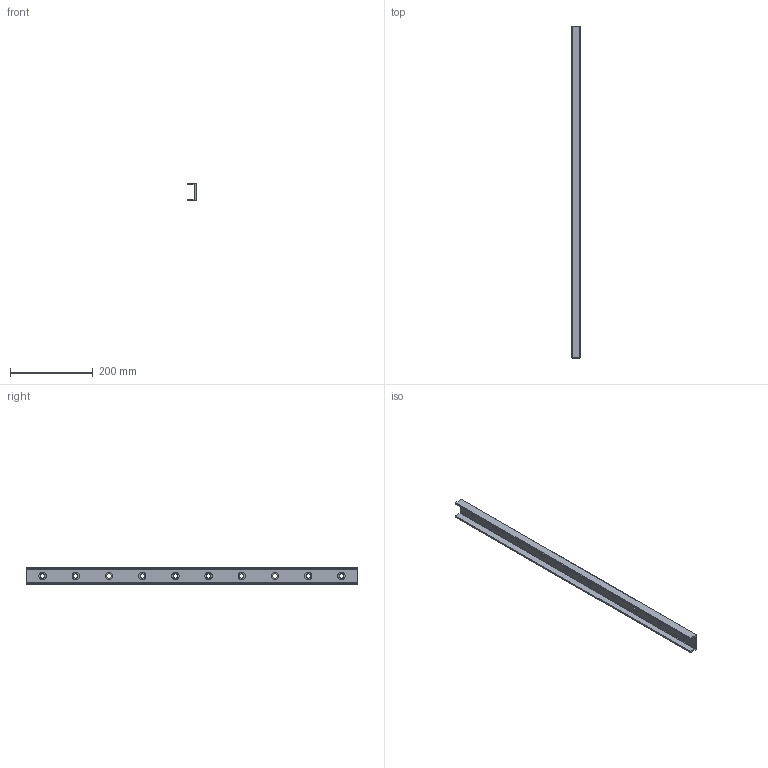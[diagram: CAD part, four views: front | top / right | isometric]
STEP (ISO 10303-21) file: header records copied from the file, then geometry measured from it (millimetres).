
FILE_DESCRIPTION( ( 'Unknown' ), '1' );
FILE_NAME( 'LCU43-0800C.stp', 'Unknown', ( 'Unknown' ), ( 'Unknown' ), 'PSStep 17.0.49', 'Unknown', ' ' );
FILE_SCHEMA( ( 'AUTOMOTIVE_DESIGN { 1 0 10303 214 1 1 1 1 }' ) );
Length unit declared in the file: millimetre
Products named in the file (1): 1
Bounding box: 21 x 800 x 43 mm (x, y, z)
Volume: 253799.7 mm3; surface area: 127890.6 mm2
Topology: 1 solids, 1 shells, 46 faces, 112 edges, 78 vertices
Faces by surface type: cylinder 26, plane 20
Full cylindrical faces by diameter (mm): 10.5 x10, 18 x10
Entity records: 1622 total; most frequent: DIRECTION 228, CARTESIAN_POINT 197, ORIENTED_EDGE 164, AXIS2_PLACEMENT_3D 99, EDGE_LOOP 96, EDGE_CURVE 82, VERTEX_POINT 68, FACE_OUTER_BOUND 66
